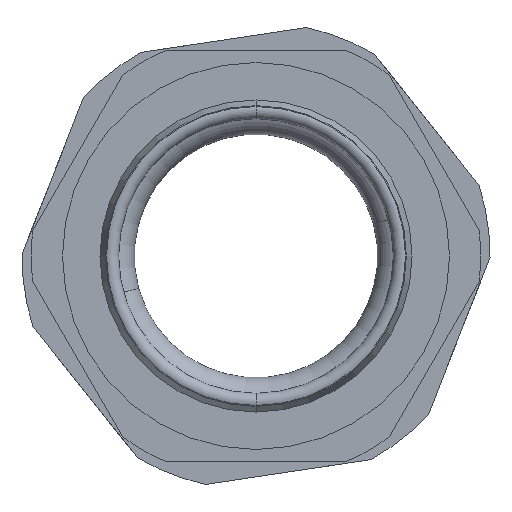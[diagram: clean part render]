
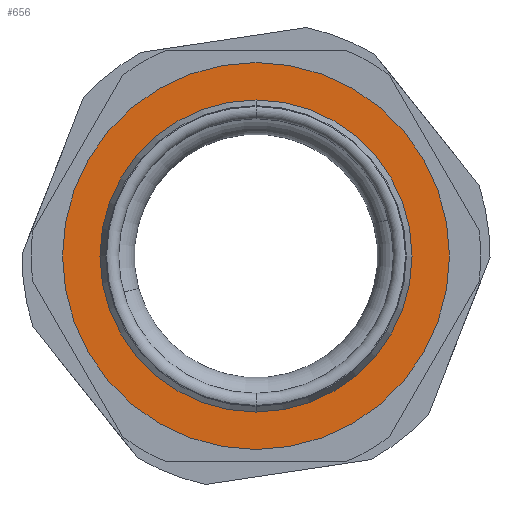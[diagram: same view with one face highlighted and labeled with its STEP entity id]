
A CAD part, front view. The second image highlights one B-rep face of the part: STEP entity #656.
In plain terms, the highlighted planar face has unit normal (0, -1, 0).
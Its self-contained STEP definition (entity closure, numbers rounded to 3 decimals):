
#184 = FACE_OUTER_BOUND ( 'NONE', #1581, .T. ) ;
#203 = AXIS2_PLACEMENT_3D ( 'NONE', #1409, #1405, #1404 ) ;
#262 = FACE_BOUND ( 'NONE', #2449, .T. ) ;
#299 = AXIS2_PLACEMENT_3D ( 'NONE', #2237, #2235, #2233 ) ;
#300 = AXIS2_PLACEMENT_3D ( 'NONE', #2224, #2221, #2220 ) ;
#330 = AXIS2_PLACEMENT_3D ( 'NONE', #1608, #1607, #1605 ) ;
#430 = AXIS2_PLACEMENT_3D ( 'NONE', #2377, #2376, #2375 ) ;
#515 = CIRCLE ( 'NONE', #203, 15.5 ) ;
#539 = CIRCLE ( 'NONE', #330, 12.5 ) ;
#617 = CIRCLE ( 'NONE', #300, 15.5 ) ;
#625 = CIRCLE ( 'NONE', #299, 12.5 ) ;
#656 = ADVANCED_FACE ( 'NONE', ( #184, #262 ), #2385, .T. ) ;
#678 = EDGE_CURVE ( 'NONE', #2650, #2617, #625, .T. ) ;
#681 = EDGE_CURVE ( 'NONE', #2618, #2619, #617, .T. ) ;
#795 = EDGE_CURVE ( 'NONE', #2617, #2650, #539, .T. ) ;
#844 = EDGE_CURVE ( 'NONE', #2619, #2618, #515, .T. ) ;
#955 = CARTESIAN_POINT ( 'NONE',  ( -12.5, 4.686, 0. ) ) ;
#986 = CARTESIAN_POINT ( 'NONE',  ( 15.5, 4.686, 0. ) ) ;
#987 = CARTESIAN_POINT ( 'NONE',  ( -15.5, 4.686, 0. ) ) ;
#988 = CARTESIAN_POINT ( 'NONE',  ( 12.5, 4.686, 0. ) ) ;
#1404 = DIRECTION ( 'NONE',  ( 1., 0., 0. ) ) ;
#1405 = DIRECTION ( 'NONE',  ( 0., -1., 0. ) ) ;
#1409 = CARTESIAN_POINT ( 'NONE',  ( 0., 4.686, 0. ) ) ;
#1533 = ORIENTED_EDGE ( 'NONE', *, *, #678, .F. ) ;
#1581 = EDGE_LOOP ( 'NONE', ( #2429, #1669 ) ) ;
#1605 = DIRECTION ( 'NONE',  ( 1., 0., 0. ) ) ;
#1607 = DIRECTION ( 'NONE',  ( 0., -1., 0. ) ) ;
#1608 = CARTESIAN_POINT ( 'NONE',  ( 0., 4.686, 0. ) ) ;
#1669 = ORIENTED_EDGE ( 'NONE', *, *, #844, .T. ) ;
#2220 = DIRECTION ( 'NONE',  ( 1., 0., 0. ) ) ;
#2221 = DIRECTION ( 'NONE',  ( 0., -1., 0. ) ) ;
#2224 = CARTESIAN_POINT ( 'NONE',  ( 0., 4.686, 0. ) ) ;
#2233 = DIRECTION ( 'NONE',  ( 1., 0., 0. ) ) ;
#2235 = DIRECTION ( 'NONE',  ( 0., -1., 0. ) ) ;
#2237 = CARTESIAN_POINT ( 'NONE',  ( 0., 4.686, 0. ) ) ;
#2375 = DIRECTION ( 'NONE',  ( 1., 0., 0. ) ) ;
#2376 = DIRECTION ( 'NONE',  ( 0., -1., 0. ) ) ;
#2377 = CARTESIAN_POINT ( 'NONE',  ( 0., 4.686, 0. ) ) ;
#2378 = ORIENTED_EDGE ( 'NONE', *, *, #795, .F. ) ;
#2385 = PLANE ( 'NONE',  #430 ) ;
#2429 = ORIENTED_EDGE ( 'NONE', *, *, #681, .T. ) ;
#2449 = EDGE_LOOP ( 'NONE', ( #1533, #2378 ) ) ;
#2617 = VERTEX_POINT ( 'NONE', #988 ) ;
#2618 = VERTEX_POINT ( 'NONE', #987 ) ;
#2619 = VERTEX_POINT ( 'NONE', #986 ) ;
#2650 = VERTEX_POINT ( 'NONE', #955 ) ;
